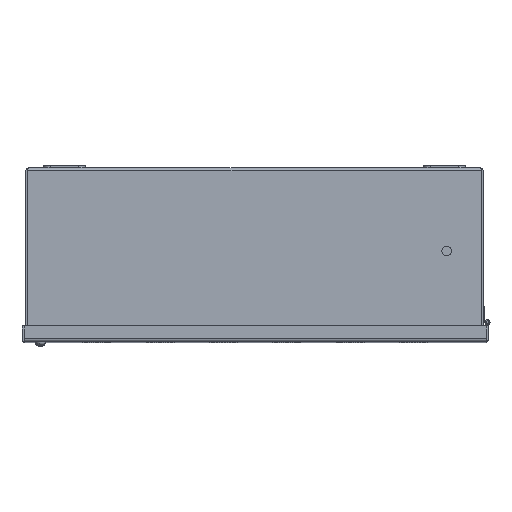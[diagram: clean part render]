
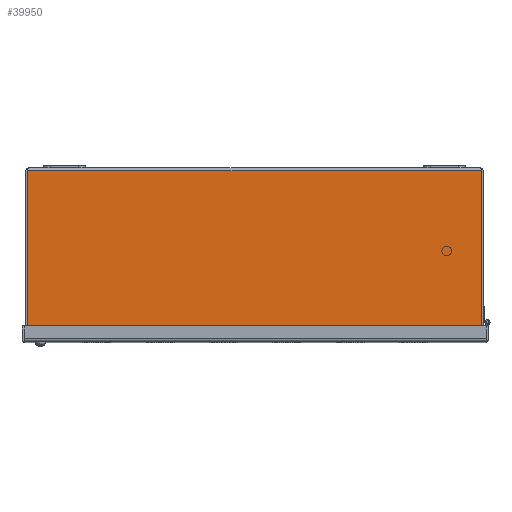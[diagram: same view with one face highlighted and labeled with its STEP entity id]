
A CAD part, top view. The second image highlights one B-rep face of the part: STEP entity #39950.
In plain terms, the highlighted planar face has unit normal (0, 0, 1).
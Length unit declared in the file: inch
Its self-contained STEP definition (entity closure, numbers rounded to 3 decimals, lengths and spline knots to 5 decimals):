
#619 = CARTESIAN_POINT ( 'NONE',  ( -8.05289, -5.892, 8.625 ) ) ;
#5394 = LINE ( 'NONE', #40455, #36349 ) ;
#5506 = CARTESIAN_POINT ( 'NONE',  ( 8.05289, 39.37008, 8.625 ) ) ;
#7878 = PLANE ( 'NONE',  #37093 ) ;
#8454 = DIRECTION ( 'NONE',  ( -1., 0., 0. ) ) ;
#9988 = DIRECTION ( 'NONE',  ( 0., -1., 0. ) ) ;
#10252 = VERTEX_POINT ( 'NONE', #24899 ) ;
#11338 = ORIENTED_EDGE ( 'NONE', *, *, #29283, .T. ) ;
#13396 = LINE ( 'NONE', #37929, #29031 ) ;
#14515 = VERTEX_POINT ( 'NONE', #25191 ) ;
#16253 = DIRECTION ( 'NONE',  ( 1., 0., 0. ) ) ;
#18776 = ORIENTED_EDGE ( 'NONE', *, *, #39659, .T. ) ;
#22123 = CARTESIAN_POINT ( 'NONE',  ( -56.281, 0., 8.625 ) ) ;
#23267 = LINE ( 'NONE', #5506, #26655 ) ;
#24899 = CARTESIAN_POINT ( 'NONE',  ( 8.05289, -5.892, 8.625 ) ) ;
#25191 = CARTESIAN_POINT ( 'NONE',  ( -8.05289, -0.108, 8.625 ) ) ;
#25282 = EDGE_CURVE ( 'NONE', #14515, #38798, #31236, .T. ) ;
#25710 = VECTOR ( 'NONE', #9988, 39.37008 ) ;
#26655 = VECTOR ( 'NONE', #44772, 39.37008 ) ;
#29031 = VECTOR ( 'NONE', #31153, 39.37008 ) ;
#29283 = EDGE_CURVE ( 'NONE', #38798, #10252, #13396, .T. ) ;
#30512 = DIRECTION ( 'NONE',  ( 0., 0., 1. ) ) ;
#30785 = CARTESIAN_POINT ( 'NONE',  ( -8.05289, 39.37008, 8.625 ) ) ;
#31153 = DIRECTION ( 'NONE',  ( 1., 0., 0. ) ) ;
#31236 = LINE ( 'NONE', #30785, #25710 ) ;
#36178 = ORIENTED_EDGE ( 'NONE', *, *, #39978, .F. ) ;
#36349 = VECTOR ( 'NONE', #8454, 39.37008 ) ;
#37093 = AXIS2_PLACEMENT_3D ( 'NONE', #22123, #30512, #16253 ) ;
#37929 = CARTESIAN_POINT ( 'NONE',  ( -56.281, -5.892, 8.625 ) ) ;
#38798 = VERTEX_POINT ( 'NONE', #619 ) ;
#39659 = EDGE_CURVE ( 'NONE', #45433, #14515, #5394, .T. ) ;
#39881 = FACE_OUTER_BOUND ( 'NONE', #43768, .T. ) ;
#39950 = ADVANCED_FACE ( 'NONE', ( #39881 ), #7878, .T. ) ;
#39978 = EDGE_CURVE ( 'NONE', #45433, #10252, #23267, .T. ) ;
#40455 = CARTESIAN_POINT ( 'NONE',  ( -56.281, -0.108, 8.625 ) ) ;
#41038 = CARTESIAN_POINT ( 'NONE',  ( 8.05289, -0.108, 8.625 ) ) ;
#41128 = ORIENTED_EDGE ( 'NONE', *, *, #25282, .T. ) ;
#43768 = EDGE_LOOP ( 'NONE', ( #41128, #11338, #36178, #18776 ) ) ;
#44772 = DIRECTION ( 'NONE',  ( 0., -1., 0. ) ) ;
#45433 = VERTEX_POINT ( 'NONE', #41038 ) ;
